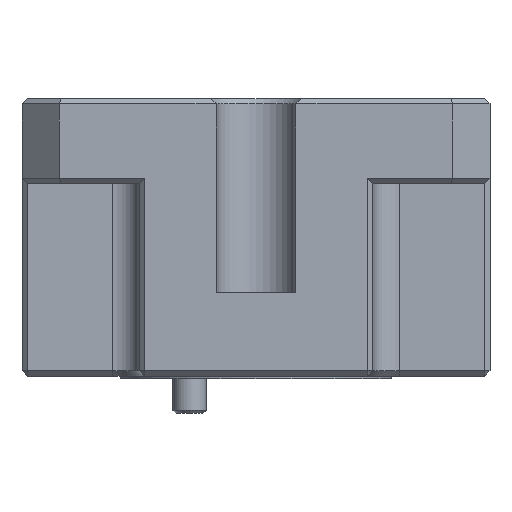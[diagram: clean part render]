
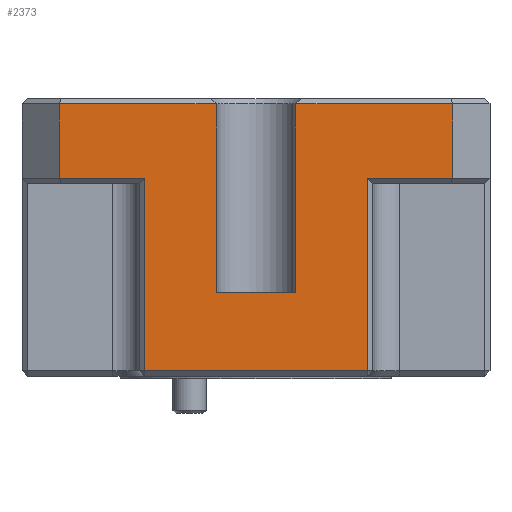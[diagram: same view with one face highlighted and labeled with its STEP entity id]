
A CAD part, front view. The second image highlights one B-rep face of the part: STEP entity #2373.
In plain terms, the highlighted planar face has unit normal (0, -1, 0).
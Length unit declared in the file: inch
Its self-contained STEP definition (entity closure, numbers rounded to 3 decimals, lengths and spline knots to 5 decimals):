
#21 = PLANE ( 'NONE',  #4800 ) ;
#45 = DIRECTION ( 'NONE',  ( 0., 0., 1. ) ) ;
#54 = DIRECTION ( 'NONE',  ( 0., 0., 1. ) ) ;
#114 = VERTEX_POINT ( 'NONE', #2652 ) ;
#145 = CARTESIAN_POINT ( 'NONE',  ( -0.11706, 0.12051, 0.89096 ) ) ;
#147 = VECTOR ( 'NONE', #3299, 39.37008 ) ;
#456 = VECTOR ( 'NONE', #4578, 39.37008 ) ;
#466 = VECTOR ( 'NONE', #54, 39.37008 ) ;
#472 = ORIENTED_EDGE ( 'NONE', *, *, #4172, .F. ) ;
#507 = CARTESIAN_POINT ( 'NONE',  ( -0.34706, 0.12051, 0.51896 ) ) ;
#568 = VECTOR ( 'NONE', #4650, 39.37008 ) ;
#614 = EDGE_CURVE ( 'NONE', #1819, #4444, #1604, .T. ) ;
#645 = EDGE_CURVE ( 'NONE', #2515, #5038, #2260, .T. ) ;
#677 = EDGE_CURVE ( 'NONE', #5355, #114, #3772, .T. ) ;
#713 = CARTESIAN_POINT ( 'NONE',  ( 0.01794, 0.12051, 0.51248 ) ) ;
#809 = CARTESIAN_POINT ( 'NONE',  ( -0.34706, 0.12051, 0.89096 ) ) ;
#840 = EDGE_CURVE ( 'NONE', #114, #2515, #1138, .T. ) ;
#1022 = CARTESIAN_POINT ( 'NONE',  ( 0.46294, 0.12051, 0.89096 ) ) ;
#1138 = LINE ( 'NONE', #3050, #4909 ) ;
#1165 = VECTOR ( 'NONE', #4187, 39.37008 ) ;
#1226 = EDGE_CURVE ( 'NONE', #5229, #4024, #5448, .T. ) ;
#1291 = CARTESIAN_POINT ( 'NONE',  ( -0.27706, 0.12051, 0.89096 ) ) ;
#1359 = CARTESIAN_POINT ( 'NONE',  ( 0.30294, 0.12051, 0.88096 ) ) ;
#1398 = DIRECTION ( 'NONE',  ( 0., -1., 0. ) ) ;
#1412 = ORIENTED_EDGE ( 'NONE', *, *, #645, .T. ) ;
#1466 = VECTOR ( 'NONE', #4004, 39.37008 ) ;
#1520 = DIRECTION ( 'NONE',  ( 1., 0., 0. ) ) ;
#1604 = LINE ( 'NONE', #2073, #1466 ) ;
#1646 = VERTEX_POINT ( 'NONE', #3873 ) ;
#1678 = VECTOR ( 'NONE', #5352, 39.37008 ) ;
#1689 = EDGE_CURVE ( 'NONE', #5229, #5355, #5591, .T. ) ;
#1720 = CARTESIAN_POINT ( 'NONE',  ( 0.01794, 0.12051, 0.67596 ) ) ;
#1762 = CARTESIAN_POINT ( 'NONE',  ( 0.16794, 0.12051, 1.03096 ) ) ;
#1784 = LINE ( 'NONE', #1359, #147 ) ;
#1819 = VERTEX_POINT ( 'NONE', #2357 ) ;
#1939 = LINE ( 'NONE', #2862, #3188 ) ;
#2011 = CARTESIAN_POINT ( 'NONE',  ( -0.11706, 0.12051, 0.52896 ) ) ;
#2061 = ORIENTED_EDGE ( 'NONE', *, *, #3622, .T. ) ;
#2073 = CARTESIAN_POINT ( 'NONE',  ( 0.16794, 0.12051, 1.03096 ) ) ;
#2260 = LINE ( 'NONE', #809, #1165 ) ;
#2357 = CARTESIAN_POINT ( 'NONE',  ( 0.46294, 0.12051, 1.03096 ) ) ;
#2373 = ADVANCED_FACE ( 'NONE', ( #5800 ), #21, .T. ) ;
#2442 = VERTEX_POINT ( 'NONE', #1022 ) ;
#2463 = CARTESIAN_POINT ( 'NONE',  ( -0.34706, 0.12051, 0.52896 ) ) ;
#2515 = VERTEX_POINT ( 'NONE', #1291 ) ;
#2598 = VECTOR ( 'NONE', #1520, 39.37008 ) ;
#2652 = CARTESIAN_POINT ( 'NONE',  ( -0.27706, 0.12051, 1.03096 ) ) ;
#2808 = DIRECTION ( 'NONE',  ( 0., 0., -1. ) ) ;
#2853 = CARTESIAN_POINT ( 'NONE',  ( 0.01794, 0.12051, 1.03096 ) ) ;
#2854 = ORIENTED_EDGE ( 'NONE', *, *, #4991, .T. ) ;
#2862 = CARTESIAN_POINT ( 'NONE',  ( -0.11706, 0.12051, 0.51896 ) ) ;
#2973 = ORIENTED_EDGE ( 'NONE', *, *, #4144, .T. ) ;
#2979 = CARTESIAN_POINT ( 'NONE',  ( -0.34706, 0.12051, 0.67596 ) ) ;
#3050 = CARTESIAN_POINT ( 'NONE',  ( -0.27706, 0.12051, 0.51896 ) ) ;
#3140 = EDGE_CURVE ( 'NONE', #5038, #3433, #1939, .T. ) ;
#3188 = VECTOR ( 'NONE', #2808, 39.37008 ) ;
#3299 = DIRECTION ( 'NONE',  ( 0., 0., 1. ) ) ;
#3417 = ORIENTED_EDGE ( 'NONE', *, *, #3140, .T. ) ;
#3430 = ORIENTED_EDGE ( 'NONE', *, *, #1226, .F. ) ;
#3433 = VERTEX_POINT ( 'NONE', #2011 ) ;
#3527 = LINE ( 'NONE', #4372, #466 ) ;
#3622 = EDGE_CURVE ( 'NONE', #6256, #1646, #1784, .T. ) ;
#3772 = LINE ( 'NONE', #4131, #4096 ) ;
#3873 = CARTESIAN_POINT ( 'NONE',  ( 0.30294, 0.12051, 0.89096 ) ) ;
#3976 = LINE ( 'NONE', #2463, #2598 ) ;
#4004 = DIRECTION ( 'NONE',  ( -1., 0., 0. ) ) ;
#4024 = VERTEX_POINT ( 'NONE', #6149 ) ;
#4096 = VECTOR ( 'NONE', #6070, 39.37008 ) ;
#4131 = CARTESIAN_POINT ( 'NONE',  ( -0.27706, 0.12051, 1.03096 ) ) ;
#4144 = EDGE_CURVE ( 'NONE', #3433, #6256, #3976, .T. ) ;
#4172 = EDGE_CURVE ( 'NONE', #4024, #4444, #4393, .T. ) ;
#4187 = DIRECTION ( 'NONE',  ( 1., 0., 0. ) ) ;
#4372 = CARTESIAN_POINT ( 'NONE',  ( 0.46294, 0.12051, 0.51896 ) ) ;
#4393 = LINE ( 'NONE', #5310, #6139 ) ;
#4444 = VERTEX_POINT ( 'NONE', #1762 ) ;
#4524 = EDGE_CURVE ( 'NONE', #1646, #2442, #5244, .T. ) ;
#4578 = DIRECTION ( 'NONE',  ( 0., 0., 1. ) ) ;
#4650 = DIRECTION ( 'NONE',  ( 1., 0., 0. ) ) ;
#4734 = ORIENTED_EDGE ( 'NONE', *, *, #677, .T. ) ;
#4800 = AXIS2_PLACEMENT_3D ( 'NONE', #507, #1398, #5285 ) ;
#4815 = ORIENTED_EDGE ( 'NONE', *, *, #614, .T. ) ;
#4829 = DIRECTION ( 'NONE',  ( 0., 0., -1. ) ) ;
#4899 = ORIENTED_EDGE ( 'NONE', *, *, #1689, .T. ) ;
#4909 = VECTOR ( 'NONE', #4829, 39.37008 ) ;
#4991 = EDGE_CURVE ( 'NONE', #2442, #1819, #3527, .T. ) ;
#5038 = VERTEX_POINT ( 'NONE', #145 ) ;
#5229 = VERTEX_POINT ( 'NONE', #1720 ) ;
#5244 = LINE ( 'NONE', #5720, #568 ) ;
#5285 = DIRECTION ( 'NONE',  ( 0., 0., -1. ) ) ;
#5310 = CARTESIAN_POINT ( 'NONE',  ( 0.16794, 0.12051, 0.51248 ) ) ;
#5352 = DIRECTION ( 'NONE',  ( 1., 0., 0. ) ) ;
#5355 = VERTEX_POINT ( 'NONE', #2853 ) ;
#5394 = CARTESIAN_POINT ( 'NONE',  ( 0.30294, 0.12051, 0.52896 ) ) ;
#5448 = LINE ( 'NONE', #2979, #1678 ) ;
#5591 = LINE ( 'NONE', #713, #456 ) ;
#5720 = CARTESIAN_POINT ( 'NONE',  ( -0.34706, 0.12051, 0.89096 ) ) ;
#5800 = FACE_OUTER_BOUND ( 'NONE', #5818, .T. ) ;
#5818 = EDGE_LOOP ( 'NONE', ( #2061, #6248, #2854, #4815, #472, #3430, #4899, #4734, #5875, #1412, #3417, #2973 ) ) ;
#5875 = ORIENTED_EDGE ( 'NONE', *, *, #840, .T. ) ;
#6070 = DIRECTION ( 'NONE',  ( -1., 0., 0. ) ) ;
#6139 = VECTOR ( 'NONE', #45, 39.37008 ) ;
#6149 = CARTESIAN_POINT ( 'NONE',  ( 0.16794, 0.12051, 0.67596 ) ) ;
#6248 = ORIENTED_EDGE ( 'NONE', *, *, #4524, .T. ) ;
#6256 = VERTEX_POINT ( 'NONE', #5394 ) ;
